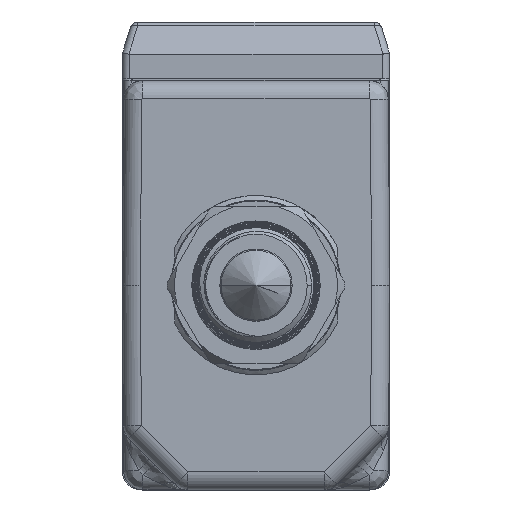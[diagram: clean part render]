
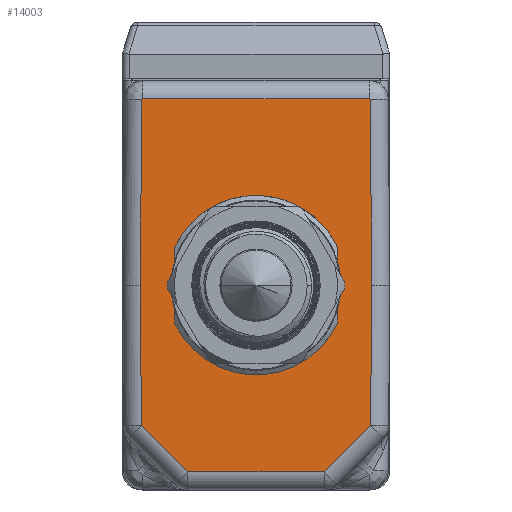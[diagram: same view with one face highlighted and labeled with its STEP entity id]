
A CAD part, front view. The second image highlights one B-rep face of the part: STEP entity #14003.
In plain terms, the highlighted planar face has unit normal (0, -1, 0).
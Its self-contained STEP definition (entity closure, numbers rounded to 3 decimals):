
#1=DIRECTION('',(1.,0.,0.));
#2=VECTOR('',#1,22.642);
#3=CARTESIAN_POINT('',(-11.321,0.,-31.));
#4=LINE('',#3,#2);
#5=DIRECTION('',(0.707,0.,-0.707));
#6=VECTOR('',#5,10.89);
#7=CARTESIAN_POINT('',(-19.022,0.,-23.3));
#8=LINE('',#7,#6);
#9=DIRECTION('',(-0.009,0.,1.));
#10=VECTOR('',#9,23.3);
#11=CARTESIAN_POINT('',(-19.022,0.,-23.3));
#12=LINE('',#11,#10);
#13=DIRECTION('',(-0.009,0.,-1.));
#14=VECTOR('',#13,30.823);
#15=CARTESIAN_POINT('',(-18.956,0.,30.822));
#16=LINE('',#15,#14);
#17=CARTESIAN_POINT('',(-18.776,0.,30.82));
#18=DIRECTION('',(0.,-1.,0.));
#19=DIRECTION('',(0.,0.,1.));
#20=AXIS2_PLACEMENT_3D('',#17,#18,#19);
#22=DIRECTION('',(-1.,0.,0.));
#23=VECTOR('',#22,37.552);
#24=CARTESIAN_POINT('',(18.776,0.,31.));
#25=LINE('',#24,#23);
#26=CARTESIAN_POINT('',(18.776,0.,30.82));
#27=DIRECTION('',(0.,-1.,0.));
#28=DIRECTION('',(1.,0.,0.009));
#29=AXIS2_PLACEMENT_3D('',#26,#27,#28);
#31=DIRECTION('',(-0.009,0.,1.));
#32=VECTOR('',#31,30.823);
#33=CARTESIAN_POINT('',(19.225,0.,0.));
#34=LINE('',#33,#32);
#35=DIRECTION('',(0.009,0.,1.));
#36=VECTOR('',#35,23.3);
#37=CARTESIAN_POINT('',(19.022,0.,-23.3));
#38=LINE('',#37,#36);
#39=DIRECTION('',(0.707,0.,0.707));
#40=VECTOR('',#39,10.89);
#41=CARTESIAN_POINT('',(11.321,0.,-31.));
#42=LINE('',#41,#40);
#43=CARTESIAN_POINT('',(0.,0.,0.));
#44=DIRECTION('',(0.,-1.,0.));
#45=DIRECTION('',(0.,0.,-1.));
#46=AXIS2_PLACEMENT_3D('',#43,#44,#45);
#48=CARTESIAN_POINT('',(0.,0.,0.));
#49=DIRECTION('',(0.,-1.,0.));
#50=DIRECTION('',(0.,0.,1.));
#51=AXIS2_PLACEMENT_3D('',#48,#49,#50);
#12375=CARTESIAN_POINT('',(0.,0.,-14.125));
#12376=CARTESIAN_POINT('',(0.,0.,14.125));
#12377=VERTEX_POINT('',#12375);
#12378=VERTEX_POINT('',#12376);
#12698=CARTESIAN_POINT('',(-11.321,0.,-31.));
#12699=CARTESIAN_POINT('',(11.321,0.,-31.));
#12700=VERTEX_POINT('',#12698);
#12701=VERTEX_POINT('',#12699);
#12706=CARTESIAN_POINT('',(18.776,0.,31.));
#12707=CARTESIAN_POINT('',(-18.776,0.,31.));
#12708=VERTEX_POINT('',#12706);
#12709=VERTEX_POINT('',#12707);
#12714=CARTESIAN_POINT('',(18.956,0.,30.822));
#12715=VERTEX_POINT('',#12714);
#12716=CARTESIAN_POINT('',(-18.956,0.,30.822));
#12717=VERTEX_POINT('',#12716);
#12743=CARTESIAN_POINT('',(-19.022,0.,-23.3));
#12744=VERTEX_POINT('',#12743);
#12747=CARTESIAN_POINT('',(-19.225,0.,0.));
#12748=VERTEX_POINT('',#12747);
#12775=CARTESIAN_POINT('',(19.022,0.,-23.3));
#12776=VERTEX_POINT('',#12775);
#12777=CARTESIAN_POINT('',(19.225,0.,0.));
#12778=VERTEX_POINT('',#12777);
#13970=CARTESIAN_POINT('',(0.,0.,0.));
#13971=DIRECTION('',(0.,1.,0.));
#13972=DIRECTION('',(1.,0.,0.));
#13973=AXIS2_PLACEMENT_3D('',#13970,#13971,#13972);
#13974=PLANE('',#13973);
#13976=ORIENTED_EDGE('',*,*,#13975,.F.);
#13978=ORIENTED_EDGE('',*,*,#13977,.F.);
#13980=ORIENTED_EDGE('',*,*,#13979,.T.);
#13982=ORIENTED_EDGE('',*,*,#13981,.F.);
#13984=ORIENTED_EDGE('',*,*,#13983,.F.);
#13986=ORIENTED_EDGE('',*,*,#13985,.F.);
#13988=ORIENTED_EDGE('',*,*,#13987,.F.);
#13990=ORIENTED_EDGE('',*,*,#13989,.F.);
#13992=ORIENTED_EDGE('',*,*,#13991,.F.);
#13994=ORIENTED_EDGE('',*,*,#13993,.F.);
#13995=EDGE_LOOP('',(#13976,#13978,#13980,#13982,#13984,#13986,#13988,#13990,
#13992,#13994));
#13996=FACE_OUTER_BOUND('',#13995,.F.);
#13998=ORIENTED_EDGE('',*,*,#13997,.T.);
#14000=ORIENTED_EDGE('',*,*,#13999,.T.);
#14001=EDGE_LOOP('',(#13998,#14000));
#14002=FACE_BOUND('',#14001,.F.);
#14003=ADVANCED_FACE('',(#13996,#14002),#13974,.F.);
#21=CIRCLE('',#20,0.18);
#30=CIRCLE('',#29,0.18);
#47=CIRCLE('',#46,14.125);
#52=CIRCLE('',#51,14.125);
#13975=EDGE_CURVE('',#12700,#12701,#4,.T.);
#13977=EDGE_CURVE('',#12744,#12700,#8,.T.);
#13979=EDGE_CURVE('',#12744,#12748,#12,.T.);
#13981=EDGE_CURVE('',#12717,#12748,#16,.T.);
#13983=EDGE_CURVE('',#12709,#12717,#21,.T.);
#13985=EDGE_CURVE('',#12708,#12709,#25,.T.);
#13987=EDGE_CURVE('',#12715,#12708,#30,.T.);
#13989=EDGE_CURVE('',#12778,#12715,#34,.T.);
#13991=EDGE_CURVE('',#12776,#12778,#38,.T.);
#13993=EDGE_CURVE('',#12701,#12776,#42,.T.);
#13997=EDGE_CURVE('',#12377,#12378,#47,.T.);
#13999=EDGE_CURVE('',#12378,#12377,#52,.T.);
